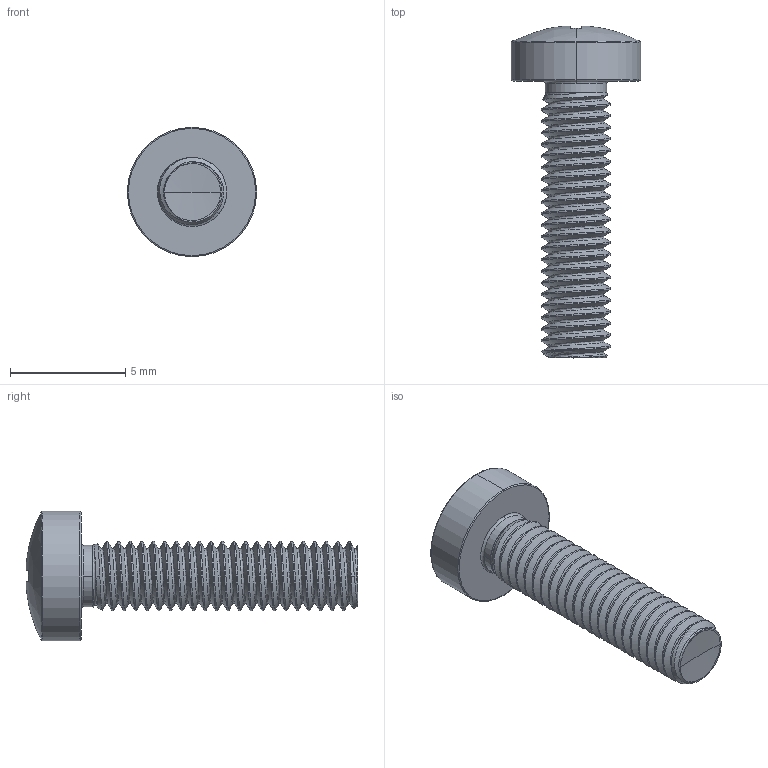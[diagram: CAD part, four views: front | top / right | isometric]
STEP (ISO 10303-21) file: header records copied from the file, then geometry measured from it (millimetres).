
FILE_DESCRIPTION (( 'STEP AP203' ), '1' );
FILE_NAME ('STM320300120.STEP', '2020-12-24T14:41:28', ( '' ), ( '' ), 'SwSTEP 2.0', 'SolidWorks 2015', '' );
FILE_SCHEMA (( 'CONFIG_CONTROL_DESIGN' ));
Length unit declared in the file: millimetre
Products named in the file (2): STM320300120
Bounding box: 5.6 x 14.38 x 5.6 mm (x, y, z)
Volume: 116.7 mm3; surface area: 254.6 mm2
Topology: 1 solids, 1 shells, 207 faces, 495 edges, 289 vertices
Faces by surface type: cylinder 68, bspline 46, torus 33, sphere 28, plane 22, cone 10
Entity records: 23833 total; most frequent: CARTESIAN_POINT 19449, ORIENTED_EDGE 986, DIRECTION 815, EDGE_CURVE 493, AXIS2_PLACEMENT_3D 360, VERTEX_POINT 289, EDGE_LOOP 208, ADVANCED_FACE 207
